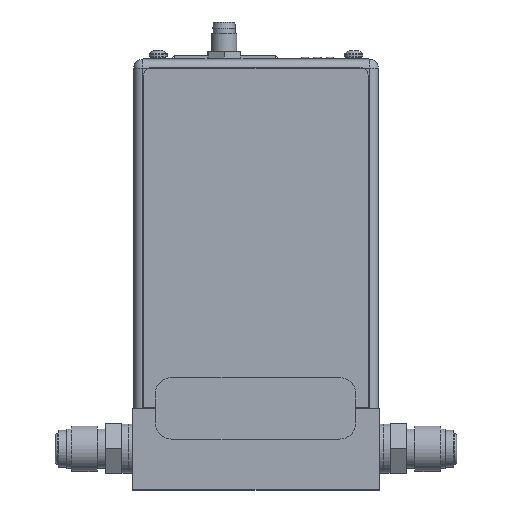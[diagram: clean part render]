
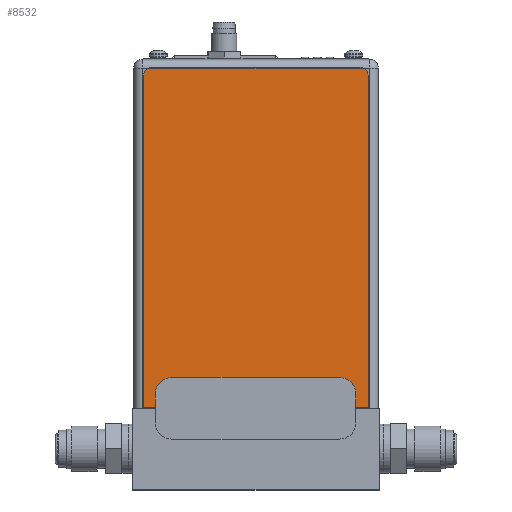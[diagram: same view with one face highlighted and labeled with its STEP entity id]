
A CAD part, top view. The second image highlights one B-rep face of the part: STEP entity #8532.
In plain terms, the highlighted planar face has unit normal (0, 0, 1).
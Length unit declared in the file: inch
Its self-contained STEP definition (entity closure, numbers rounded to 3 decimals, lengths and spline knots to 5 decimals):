
#8365=CARTESIAN_POINT('',(2.63,4.04,0.004));
#8366=DIRECTION('',(0.,0.,1.));
#8367=DIRECTION('',(1.,0.,0.));
#8368=AXIS2_PLACEMENT_3D('',#8365,#8366,#8367);
#8370=DIRECTION('',(0.,1.,0.));
#8371=VECTOR('',#8370,4.04);
#8372=CARTESIAN_POINT('',(2.73,0.,0.004));
#8373=LINE('',#8372,#8371);
#8374=DIRECTION('',(1.,0.,0.));
#8375=VECTOR('',#8374,2.73);
#8376=CARTESIAN_POINT('',(0.,0.,0.004));
#8377=LINE('',#8376,#8375);
#8378=DIRECTION('',(0.,-1.,0.));
#8379=VECTOR('',#8378,4.04);
#8380=CARTESIAN_POINT('',(0.,4.04,0.004));
#8381=LINE('',#8380,#8379);
#8382=CARTESIAN_POINT('',(0.1,4.04,0.004));
#8383=DIRECTION('',(0.,0.,1.));
#8384=DIRECTION('',(0.,1.,0.));
#8385=AXIS2_PLACEMENT_3D('',#8382,#8383,#8384);
#8387=DIRECTION('',(-1.,0.,0.));
#8388=VECTOR('',#8387,2.53);
#8389=CARTESIAN_POINT('',(2.63,4.14,0.004));
#8390=LINE('',#8389,#8388);
#8395=CARTESIAN_POINT('',(0.,0.,0.004));
#8396=CARTESIAN_POINT('',(2.73,0.,0.004));
#8397=VERTEX_POINT('',#8395);
#8398=VERTEX_POINT('',#8396);
#8403=CARTESIAN_POINT('',(2.73,4.04,0.004));
#8404=VERTEX_POINT('',#8403);
#8405=CARTESIAN_POINT('',(2.63,4.14,0.004));
#8406=VERTEX_POINT('',#8405);
#8411=CARTESIAN_POINT('',(0.1,4.14,0.004));
#8412=VERTEX_POINT('',#8411);
#8413=CARTESIAN_POINT('',(0.,4.04,0.004));
#8414=VERTEX_POINT('',#8413);
#8519=CARTESIAN_POINT('',(0.,0.,0.004));
#8520=DIRECTION('',(0.,0.,1.));
#8521=DIRECTION('',(1.,0.,0.));
#8522=AXIS2_PLACEMENT_3D('',#8519,#8520,#8521);
#8523=PLANE('',#8522);
#8524=ORIENTED_EDGE('',*,*,#8443,.F.);
#8525=ORIENTED_EDGE('',*,*,#8459,.F.);
#8526=ORIENTED_EDGE('',*,*,#8472,.F.);
#8527=ORIENTED_EDGE('',*,*,#8485,.F.);
#8528=ORIENTED_EDGE('',*,*,#8500,.F.);
#8529=ORIENTED_EDGE('',*,*,#8512,.F.);
#8530=EDGE_LOOP('',(#8524,#8525,#8526,#8527,#8528,#8529));
#8531=FACE_OUTER_BOUND('',#8530,.F.);
#8532=ADVANCED_FACE('',(#8531),#8523,.T.);
#8369=CIRCLE('',#8368,0.1);
#8386=CIRCLE('',#8385,0.1);
#8443=EDGE_CURVE('',#8404,#8406,#8369,.T.);
#8459=EDGE_CURVE('',#8398,#8404,#8373,.T.);
#8472=EDGE_CURVE('',#8397,#8398,#8377,.T.);
#8485=EDGE_CURVE('',#8414,#8397,#8381,.T.);
#8500=EDGE_CURVE('',#8412,#8414,#8386,.T.);
#8512=EDGE_CURVE('',#8406,#8412,#8390,.T.);
